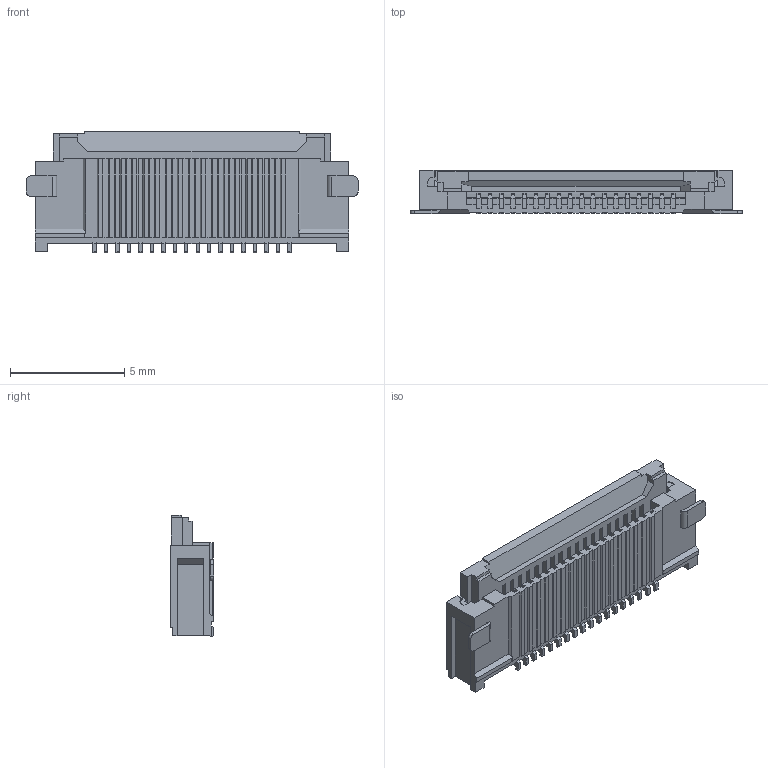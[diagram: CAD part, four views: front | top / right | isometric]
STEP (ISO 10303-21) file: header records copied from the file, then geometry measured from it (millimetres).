
FILE_DESCRIPTION(/* description */ ('STEP AP214'),/* implementation_level */ '2;1');
FILE_NAME(/* name */ '5ffcd0da99e4e3123d26b7d1',/* time_stamp */ '2021-01-11T22:27:41+00:00',/* author */ (''),/* organization */ (''),/* preprocessor_version */ 'ST-DEVELOPER v18.1',/* originating_system */ ' ',/* authorisation */ ' ');
FILE_SCHEMA (('AUTOMOTIVE_DESIGN {1 0 10303 214 3 1 1}'));
Length unit declared in the file: metre
Products named in the file (1): 5051101892
Bounding box: 14.5 x 1.9 x 5.3 mm (x, y, z)
Volume: 80 mm3; surface area: 362.8 mm2
Topology: 1 solids, 1 shells, 1132 faces, 3254 edges, 2140 vertices
Faces by surface type: plane 972, cylinder 160
Entity records: 40658 total; most frequent: CARTESIAN_POINT 6527, ORIENTED_EDGE 6508, DIRECTION 5842, EDGE_CURVE 3254, LINE 2932, VECTOR 2932, VERTEX_POINT 2140, AXIS2_PLACEMENT_3D 1455
